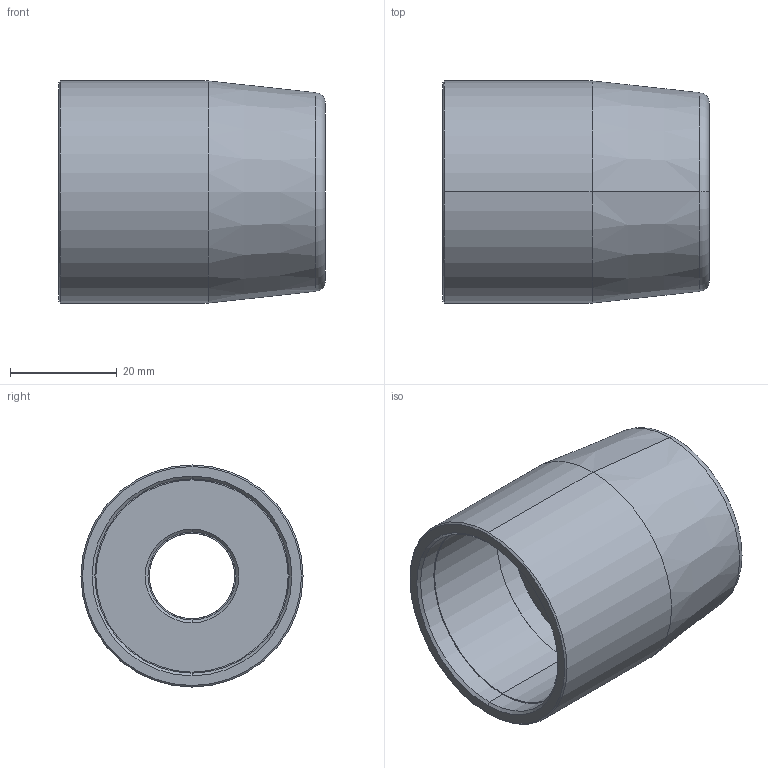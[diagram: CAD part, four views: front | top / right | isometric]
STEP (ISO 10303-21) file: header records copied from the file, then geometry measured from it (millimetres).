
FILE_DESCRIPTION (( 'STEP AP214' ), '1' );
FILE_NAME ('U1904049-48.STEP', '2017-07-26T06:13:43', ( 'compete' ), ( 'Hewlett-Packard Company' ), 'SwSTEP 2.0', 'SolidWorks 2017', '' );
FILE_SCHEMA (( 'AUTOMOTIVE_DESIGN' ));
Length unit declared in the file: millimetre
Products named in the file (6): Adapter_U19xxx49-48_A2_1040-A1; Stempelstangstætning_EB1052N3580; U1904049-48; Skraber_CH56 PT 16 X 26 X 5,3; Leje_MU-B TFP 161810; Oring_ORING 17,13 X 2,62
Assembly tree (5 placements, depth 2):
  U1904049-48
    Adapter_U19xxx49-48_A2_1040-A1
    Leje_MU-B TFP 161810
    Skraber_CH56 PT 16 X 26 X 5,3
    Oring_ORING 17,13 X 2,62
    Stempelstangstætning_EB1052N3580
Bounding box: 50 x 41.6 x 41.6 mm (x, y, z)
Volume: 33662.5 mm3; surface area: 17819.6 mm2
Topology: 5 solids, 5 shells, 93 faces, 186 edges, 108 vertices
Faces by surface type: cylinder 34, cone 24, torus 20, plane 15
Entity records: 2708 total; most frequent: DIRECTION 516, CARTESIAN_POINT 395, ORIENTED_EDGE 372, AXIS2_PLACEMENT_3D 229, EDGE_CURVE 186, CIRCLE 128, EDGE_LOOP 108, VERTEX_POINT 108
